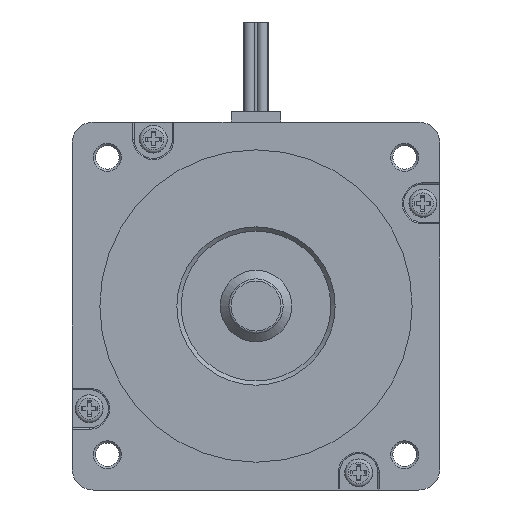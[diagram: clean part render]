
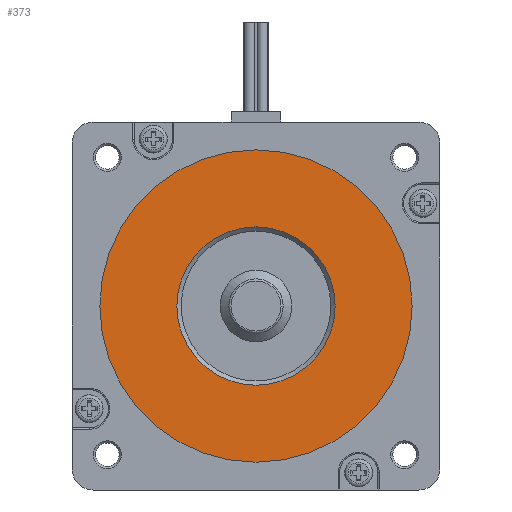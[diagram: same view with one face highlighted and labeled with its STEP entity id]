
A CAD part, front view. The second image highlights one B-rep face of the part: STEP entity #373.
In plain terms, the highlighted planar face has unit normal (0, -1, 0).
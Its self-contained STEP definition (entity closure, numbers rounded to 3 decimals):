
#373 = ADVANCED_FACE( '', ( #973, #974 ), #975, .F. );
#973 = FACE_BOUND( '', #1866, .T. );
#974 = FACE_OUTER_BOUND( '', #1867, .T. );
#975 = PLANE( '', #1868 );
#1866 = EDGE_LOOP( '', ( #2951 ) );
#1867 = EDGE_LOOP( '', ( #2952 ) );
#1868 = AXIS2_PLACEMENT_3D( '', #2953, #2954, #2955 );
#2951 = ORIENTED_EDGE( '', *, *, #5090, .T. );
#2952 = ORIENTED_EDGE( '', *, *, #5091, .F. );
#2953 = CARTESIAN_POINT( '', ( 0., -1.52, 0. ) );
#2954 = DIRECTION( '', ( 0., 1., 0. ) );
#2955 = DIRECTION( '', ( 0., 0., 1. ) );
#5090 = EDGE_CURVE( '', #6108, #6108, #6109, .T. );
#5091 = EDGE_CURVE( '', #6110, #6110, #6111, .T. );
#6108 = VERTEX_POINT( '', #7536 );
#6109 = CIRCLE( '', #7537, 18.5 );
#6110 = VERTEX_POINT( '', #7538 );
#6111 = CIRCLE( '', #7539, 36.5 );
#7536 = CARTESIAN_POINT( '', ( 0., -1.52, 18.5 ) );
#7537 = AXIS2_PLACEMENT_3D( '', #9053, #9054, #9055 );
#7538 = CARTESIAN_POINT( '', ( 36.5, -1.52, 0. ) );
#7539 = AXIS2_PLACEMENT_3D( '', #9056, #9057, #9058 );
#9053 = CARTESIAN_POINT( '', ( 0., -1.52, 0. ) );
#9054 = DIRECTION( '', ( 0., 1., 0. ) );
#9055 = DIRECTION( '', ( 0., 0., 1. ) );
#9056 = CARTESIAN_POINT( '', ( 0., -1.52, 0. ) );
#9057 = DIRECTION( '', ( 0., 1., 0. ) );
#9058 = DIRECTION( '', ( 1., 0., 0. ) );
